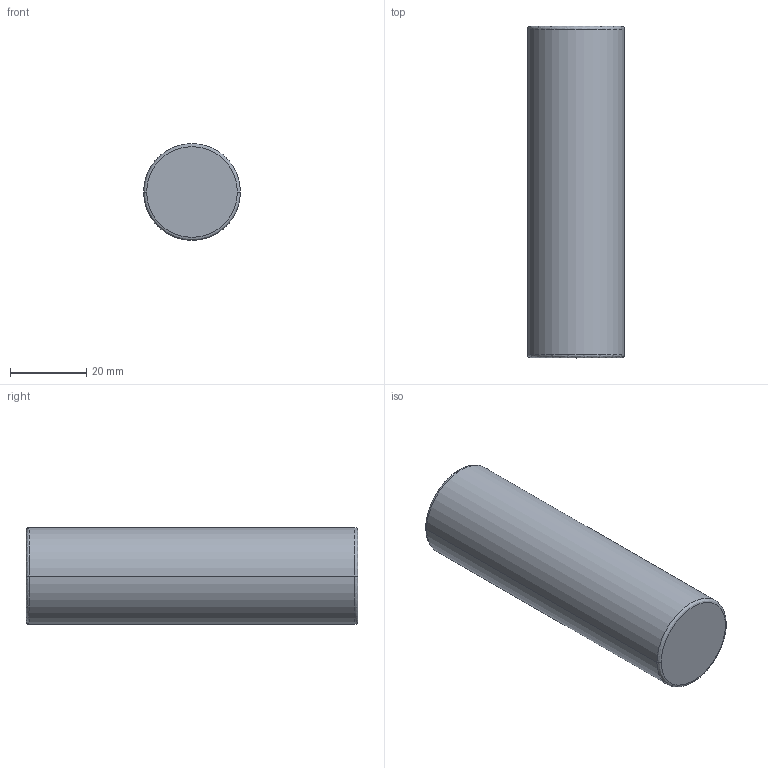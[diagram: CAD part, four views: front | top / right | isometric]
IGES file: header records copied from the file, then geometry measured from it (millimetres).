
Start section:  PTC IGES file: mice5-009_mir_mir_af0.igs
Global section: file name: mice5-009_mir_mir_af0.igs; native system: Pro/ENGINEER by Parametric Technology Corporation; preprocessor: 2004110; author: liuxiaokun; organization: Unknown; date: 080428.080948; units: millimetre
Bounding box: 25.4 x 87 x 25.4 mm (x, y, z)
Volume: 44061.9 mm3; surface area: 7900.3 mm2
Topology: 1 solids, 1 shells, 8 faces, 14 edges, 8 vertices
Faces by surface type: revolution 6, bspline 2
